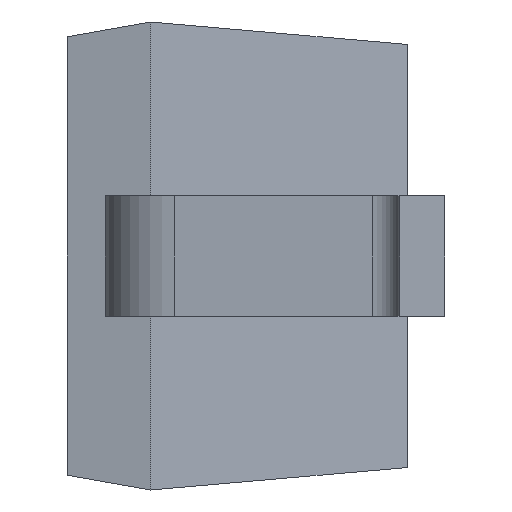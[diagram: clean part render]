
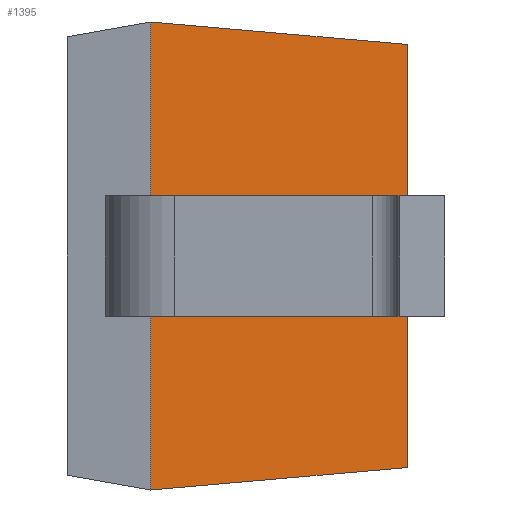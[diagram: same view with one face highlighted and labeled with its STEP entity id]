
A CAD part, left-side view. The second image highlights one B-rep face of the part: STEP entity #1395.
In plain terms, the highlighted planar face has unit normal (-0.996, -0.087, 0).
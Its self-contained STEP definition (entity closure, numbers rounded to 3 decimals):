
#54 = DIRECTION ( 'NONE',  ( 0.996, 0.087, 0. ) ) ;
#160 = VERTEX_POINT ( 'NONE', #386 ) ;
#181 = VERTEX_POINT ( 'NONE', #463 ) ;
#184 = ORIENTED_EDGE ( 'NONE', *, *, #306, .F. ) ;
#267 = VECTOR ( 'NONE', #623, 1000. ) ;
#283 = EDGE_CURVE ( 'NONE', #181, #340, #744, .T. ) ;
#306 = EDGE_CURVE ( 'NONE', #1117, #340, #750, .T. ) ;
#311 = ORIENTED_EDGE ( 'NONE', *, *, #1021, .T. ) ;
#321 = ORIENTED_EDGE ( 'NONE', *, *, #1365, .F. ) ;
#340 = VERTEX_POINT ( 'NONE', #532 ) ;
#358 = CARTESIAN_POINT ( 'NONE',  ( -0.785, 0.1, 0.56 ) ) ;
#372 = DIRECTION ( 'NONE',  ( 0., 0., 1. ) ) ;
#383 = CARTESIAN_POINT ( 'NONE',  ( -0.844, 0.779, 0.625 ) ) ;
#386 = CARTESIAN_POINT ( 'NONE',  ( -0.844, 0.779, 0.619 ) ) ;
#463 = CARTESIAN_POINT ( 'NONE',  ( -0.844, 0.779, -0.619 ) ) ;
#532 = CARTESIAN_POINT ( 'NONE',  ( -0.785, 0.1, -0.56 ) ) ;
#549 = CARTESIAN_POINT ( 'NONE',  ( -0.785, 0.106, -0.56 ) ) ;
#623 = DIRECTION ( 'NONE',  ( 0., 0., -1. ) ) ;
#648 = DIRECTION ( 'NONE',  ( -0.087, 0.992, 0.087 ) ) ;
#744 = LINE ( 'NONE', #549, #1212 ) ;
#750 = LINE ( 'NONE', #875, #267 ) ;
#808 = ORIENTED_EDGE ( 'NONE', *, *, #283, .T. ) ;
#831 = FACE_OUTER_BOUND ( 'NONE', #1279, .T. ) ;
#847 = VECTOR ( 'NONE', #372, 1000. ) ;
#850 = LINE ( 'NONE', #383, #847 ) ;
#875 = CARTESIAN_POINT ( 'NONE',  ( -0.785, 0.1, 0.625 ) ) ;
#906 = AXIS2_PLACEMENT_3D ( 'NONE', #912, #54, #1049 ) ;
#912 = CARTESIAN_POINT ( 'NONE',  ( -0.785, 0.1, 0.625 ) ) ;
#1011 = VECTOR ( 'NONE', #648, 1000. ) ;
#1018 = CARTESIAN_POINT ( 'NONE',  ( -0.844, 0.772, 0.619 ) ) ;
#1021 = EDGE_CURVE ( 'NONE', #1117, #160, #1041, .T. ) ;
#1041 = LINE ( 'NONE', #1018, #1011 ) ;
#1049 = DIRECTION ( 'NONE',  ( 0., 0., -1. ) ) ;
#1117 = VERTEX_POINT ( 'NONE', #358 ) ;
#1144 = PLANE ( 'NONE',  #906 ) ;
#1212 = VECTOR ( 'NONE', #1332, 1000. ) ;
#1279 = EDGE_LOOP ( 'NONE', ( #311, #321, #808, #184 ) ) ;
#1332 = DIRECTION ( 'NONE',  ( 0.087, -0.992, 0.087 ) ) ;
#1365 = EDGE_CURVE ( 'NONE', #181, #160, #850, .T. ) ;
#1395 = ADVANCED_FACE ( 'NONE', ( #831 ), #1144, .F. ) ;
